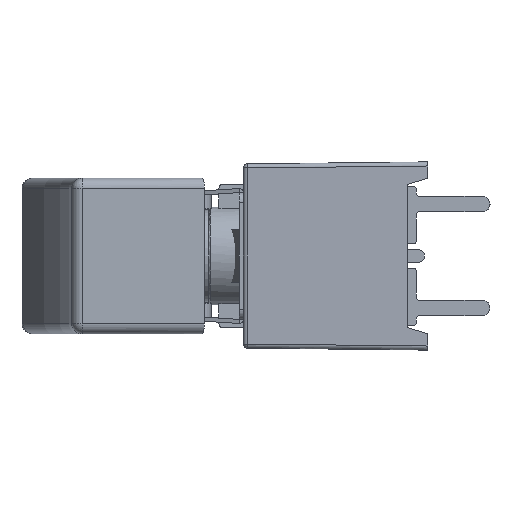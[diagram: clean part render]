
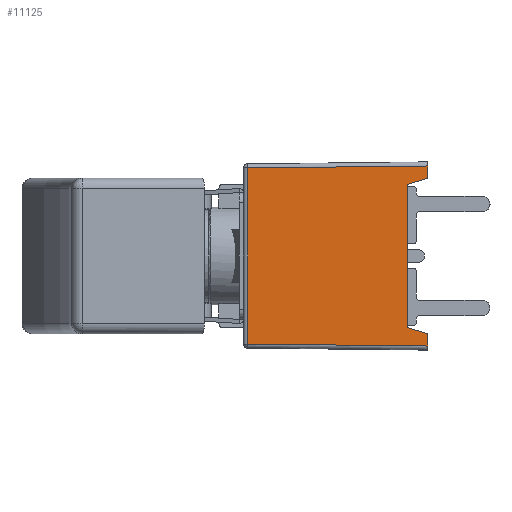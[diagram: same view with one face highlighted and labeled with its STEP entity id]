
A CAD part, left-side view. The second image highlights one B-rep face of the part: STEP entity #11125.
In plain terms, the highlighted face is planar.
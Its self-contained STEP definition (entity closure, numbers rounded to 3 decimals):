
#46 = CARTESIAN_POINT ( 'NONE',  ( -3.8, -4.5, -4.15 ) ) ;
#129 = VECTOR ( 'NONE', #10822, 1000. ) ;
#426 = CARTESIAN_POINT ( 'NONE',  ( -5., -3.5, -4.133 ) ) ;
#495 = VECTOR ( 'NONE', #3622, 1000. ) ;
#778 = DIRECTION ( 'NONE',  ( -0.287, -0.958, -0.016 ) ) ;
#868 = ORIENTED_EDGE ( 'NONE', *, *, #5667, .T. ) ;
#970 = ORIENTED_EDGE ( 'NONE', *, *, #5670, .T. ) ;
#1517 = DIRECTION ( 'NONE',  ( -1., 0., 0. ) ) ;
#2071 = CARTESIAN_POINT ( 'NONE',  ( -4.4, -4.5, -4.15 ) ) ;
#2165 = VERTEX_POINT ( 'NONE', #3821 ) ;
#2299 = VERTEX_POINT ( 'NONE', #7436 ) ;
#2541 = CARTESIAN_POINT ( 'NONE',  ( 4.6, -4.5, -4.15 ) ) ;
#3003 = DIRECTION ( 'NONE',  ( 0.011, -1., -0.017 ) ) ;
#3062 = LINE ( 'NONE', #6152, #11278 ) ;
#3336 = LINE ( 'NONE', #9730, #129 ) ;
#3599 = CARTESIAN_POINT ( 'NONE',  ( 3.5, -3.5, -4.133 ) ) ;
#3622 = DIRECTION ( 'NONE',  ( -1., 0., 0. ) ) ;
#3641 = ORIENTED_EDGE ( 'NONE', *, *, #11619, .T. ) ;
#3821 = CARTESIAN_POINT ( 'NONE',  ( -3.5, -3.5, -4.133 ) ) ;
#4733 = EDGE_LOOP ( 'NONE', ( #9737, #3641, #868, #6104, #970, #12518, #10273, #10945 ) ) ;
#4934 = CARTESIAN_POINT ( 'NONE',  ( -4.302, 4.303, -4.003 ) ) ;
#5036 = EDGE_CURVE ( 'NONE', #5805, #13681, #3336, .T. ) ;
#5256 = VECTOR ( 'NONE', #3003, 1000. ) ;
#5306 = VECTOR ( 'NONE', #6840, 1000. ) ;
#5667 = EDGE_CURVE ( 'NONE', #12635, #2299, #13870, .T. ) ;
#5670 = EDGE_CURVE ( 'NONE', #7971, #2165, #8170, .T. ) ;
#5764 = CARTESIAN_POINT ( 'NONE',  ( 4.6, -4.5, -4.15 ) ) ;
#5805 = VERTEX_POINT ( 'NONE', #4934 ) ;
#6104 = ORIENTED_EDGE ( 'NONE', *, *, #8656, .T. ) ;
#6152 = CARTESIAN_POINT ( 'NONE',  ( -1.422, 3.427, -4.018 ) ) ;
#6191 = VECTOR ( 'NONE', #8970, 1000. ) ;
#6266 = LINE ( 'NONE', #7887, #6925 ) ;
#6425 = DIRECTION ( 'NONE',  ( 0., -0.017, 1. ) ) ;
#6840 = DIRECTION ( 'NONE',  ( -1., 0., 0. ) ) ;
#6925 = VECTOR ( 'NONE', #8981, 1000. ) ;
#7436 = CARTESIAN_POINT ( 'NONE',  ( 3.8, -4.5, -4.15 ) ) ;
#7797 = VERTEX_POINT ( 'NONE', #2071 ) ;
#7869 = CARTESIAN_POINT ( 'NONE',  ( 0.596, 6.178, -3.972 ) ) ;
#7887 = CARTESIAN_POINT ( 'NONE',  ( -4.3, 4.492, -4. ) ) ;
#7971 = VERTEX_POINT ( 'NONE', #3599 ) ;
#8170 = LINE ( 'NONE', #426, #13538 ) ;
#8322 = CARTESIAN_POINT ( 'NONE',  ( 4.299, 4.603, -3.998 ) ) ;
#8482 = FACE_OUTER_BOUND ( 'NONE', #4733, .T. ) ;
#8656 = EDGE_CURVE ( 'NONE', #2299, #7971, #11913, .T. ) ;
#8657 = EDGE_CURVE ( 'NONE', #11077, #7797, #9061, .T. ) ;
#8851 = CARTESIAN_POINT ( 'NONE',  ( 4.4, -4.5, -4.15 ) ) ;
#8970 = DIRECTION ( 'NONE',  ( -0.287, 0.958, 0.016 ) ) ;
#8981 = DIRECTION ( 'NONE',  ( 0.011, 1., 0.017 ) ) ;
#9061 = LINE ( 'NONE', #2541, #495 ) ;
#9475 = AXIS2_PLACEMENT_3D ( 'NONE', #12839, #6425, #13908 ) ;
#9730 = CARTESIAN_POINT ( 'NONE',  ( -5., 4.303, -4.003 ) ) ;
#9737 = ORIENTED_EDGE ( 'NONE', *, *, #5036, .T. ) ;
#10273 = ORIENTED_EDGE ( 'NONE', *, *, #8657, .T. ) ;
#10659 = LINE ( 'NONE', #8322, #5256 ) ;
#10822 = DIRECTION ( 'NONE',  ( 1., 0., 0. ) ) ;
#10945 = ORIENTED_EDGE ( 'NONE', *, *, #12036, .T. ) ;
#11077 = VERTEX_POINT ( 'NONE', #46 ) ;
#11125 = ADVANCED_FACE ( 'NONE', ( #8482 ), #11778, .F. ) ;
#11278 = VECTOR ( 'NONE', #778, 1000. ) ;
#11619 = EDGE_CURVE ( 'NONE', #13681, #12635, #10659, .T. ) ;
#11778 = PLANE ( 'NONE',  #9475 ) ;
#11913 = LINE ( 'NONE', #7869, #6191 ) ;
#12036 = EDGE_CURVE ( 'NONE', #7797, #5805, #6266, .T. ) ;
#12518 = ORIENTED_EDGE ( 'NONE', *, *, #13548, .T. ) ;
#12635 = VERTEX_POINT ( 'NONE', #8851 ) ;
#12839 = CARTESIAN_POINT ( 'NONE',  ( -5., 4.5, -4. ) ) ;
#13538 = VECTOR ( 'NONE', #1517, 1000. ) ;
#13548 = EDGE_CURVE ( 'NONE', #2165, #11077, #3062, .T. ) ;
#13681 = VERTEX_POINT ( 'NONE', #13879 ) ;
#13870 = LINE ( 'NONE', #5764, #5306 ) ;
#13879 = CARTESIAN_POINT ( 'NONE',  ( 4.302, 4.303, -4.003 ) ) ;
#13908 = DIRECTION ( 'NONE',  ( 0., -1., -0.017 ) ) ;
